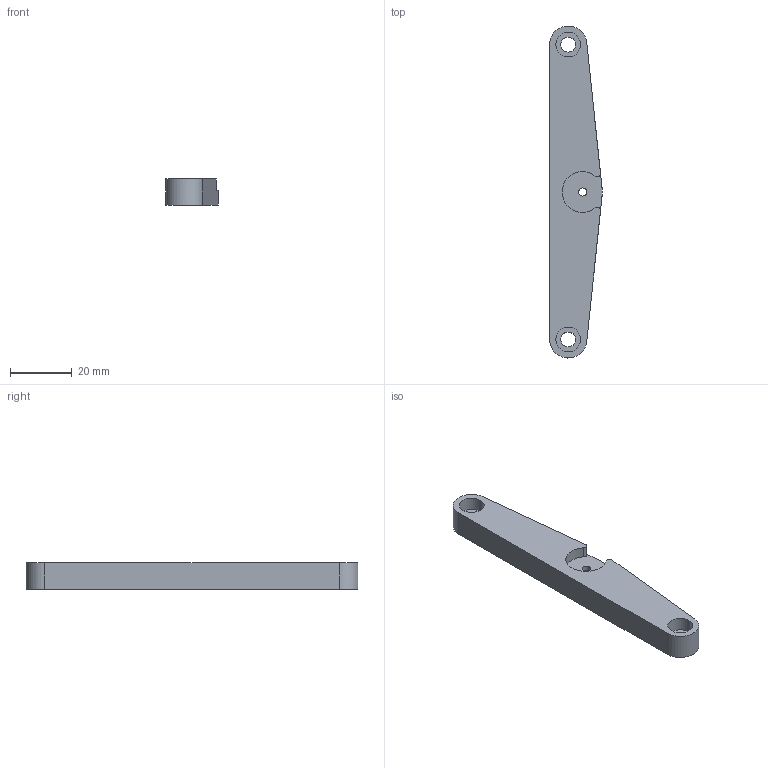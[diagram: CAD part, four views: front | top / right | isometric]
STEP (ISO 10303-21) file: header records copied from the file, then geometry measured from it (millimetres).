
FILE_DESCRIPTION (( 'STEP AP203' ), '1' );
FILE_NAME ('pr2113B-sA_U1_Filament_Door_Handle_Inside_RevA.STEP', '2023-08-31T19:22:06', ( '' ), ( '' ), 'SwSTEP 2.0', 'SolidWorks 2022', '' );
FILE_SCHEMA (( 'CONFIG_CONTROL_DESIGN' ));
Length unit declared in the file: millimetre
Products named in the file (1): pr2113B-sA_U1_Filament_Door_Handle_Inside_RevA
Bounding box: 17 x 107.23 x 8.4 mm (x, y, z)
Volume: 11454 mm3; surface area: 5309.4 mm2
Topology: 1 solids, 1 shells, 39 faces, 99 edges, 66 vertices
Faces by surface type: plane 21, cylinder 18
Entity records: 1278 total; most frequent: DIRECTION 215, CARTESIAN_POINT 205, ORIENTED_EDGE 198, EDGE_CURVE 99, AXIS2_PLACEMENT_3D 76, VERTEX_POINT 66, VECTOR 63, LINE 63
